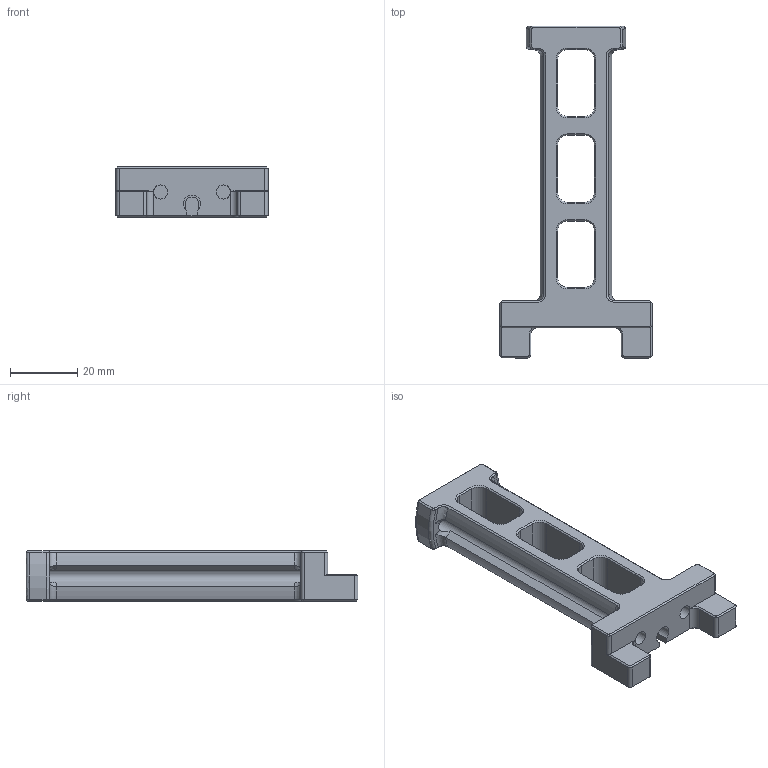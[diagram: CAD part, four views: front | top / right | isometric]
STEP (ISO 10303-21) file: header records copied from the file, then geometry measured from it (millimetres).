
FILE_DESCRIPTION(/* description */ (''),/* implementation_level */ '2;1');
FILE_NAME(/* name */ 'spool_holder_3030.step',/* time_stamp */ '2021-07-10T12:24:04-07:00',/* author */ (''),/* organization */ (''),/* preprocessor_version */ 'ST-DEVELOPER v18.1',/* originating_system */ 'Autodesk Translation Framework v10.9.0.1377',/* authorisation */ '');
FILE_SCHEMA (('AUTOMOTIVE_DESIGN { 1 0 10303 214 3 1 1 }'));
Length unit declared in the file: millimetre
Products named in the file (1): Spool Holder 3030
Bounding box: 45.4 x 99 x 15 mm (x, y, z)
Volume: 20516.3 mm3; surface area: 10896.3 mm2
Topology: 1 solids, 1 shells, 226 faces, 566 edges, 336 vertices
Faces by surface type: plane 100, cylinder 42, cone 40, bspline 32, torus 12
Full cylindrical faces by diameter (mm): 4.2 x2
Entity records: 8303 total; most frequent: CARTESIAN_POINT 3091, ORIENTED_EDGE 1132, DIRECTION 992, EDGE_CURVE 566, LINE 354, VECTOR 354, VERTEX_POINT 336, AXIS2_PLACEMENT_3D 319
